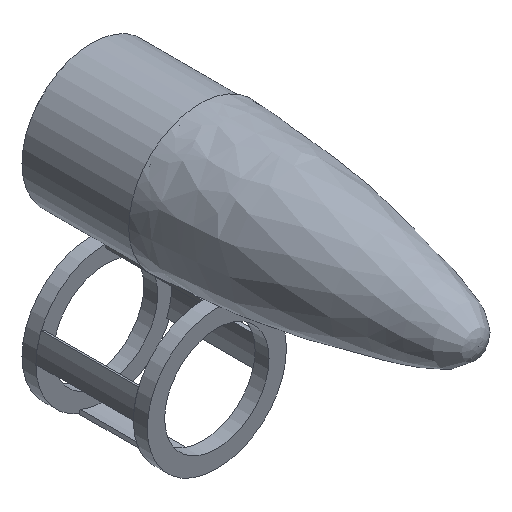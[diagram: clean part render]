
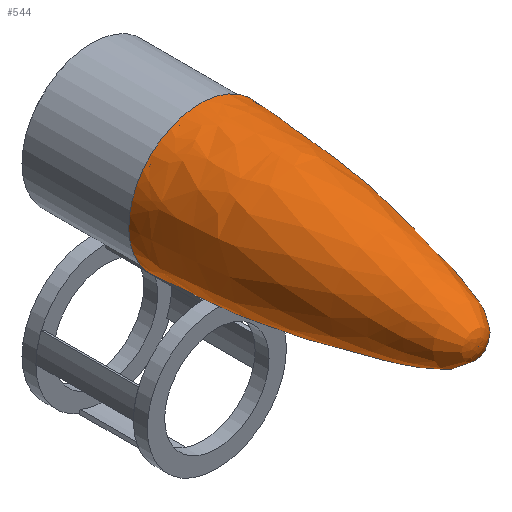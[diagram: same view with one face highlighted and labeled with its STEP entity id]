
A CAD part, isometric view. The second image highlights one B-rep face of the part: STEP entity #544.
In plain terms, the highlighted free-form (B-spline) face has degree [3, 3] with [7, 11] control points.
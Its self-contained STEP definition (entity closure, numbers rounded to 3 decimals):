
#13=B_SPLINE_CURVE_WITH_KNOTS('',3,(#1023,#1024,#1025,#1026,#1027,#1028,
#1029),.UNSPECIFIED.,.F.,.F.,(4,1,1,1,4),(0.,1.,2.,3.,4.),.UNSPECIFIED.);
#14=B_SPLINE_CURVE_WITH_KNOTS('',3,(#1030,#1031,#1032,#1033,#1034,#1035,
#1036,#1037,#1038,#1039,#1040),.UNSPECIFIED.,.T.,.F.,(4,1,1,1,1,1,1,1,4),
(0.,1.,2.,3.,4.,5.,6.,7.,8.),.UNSPECIFIED.);
#15=B_SPLINE_SURFACE_WITH_KNOTS('',3,3,((#944,#945,#946,#947,#948,#949,
#950,#951,#952,#953,#954),(#955,#956,#957,#958,#959,#960,#961,#962,#963,
#964,#965),(#966,#967,#968,#969,#970,#971,#972,#973,#974,#975,#976),(#977,
#978,#979,#980,#981,#982,#983,#984,#985,#986,#987),(#988,#989,#990,#991,
#992,#993,#994,#995,#996,#997,#998),(#999,#1000,#1001,#1002,#1003,#1004,
#1005,#1006,#1007,#1008,#1009),(#1010,#1011,#1012,#1013,#1014,#1015,#1016,
#1017,#1018,#1019,#1020)),.UNSPECIFIED.,.F.,.T.,.F.,(4,1,1,1,4),(4,1,1,
1,1,1,1,1,4),(0.,1.,2.,3.,4.),(0.,1.,2.,3.,4.,5.,6.,7.,8.),
 .UNSPECIFIED.);
#97=FACE_OUTER_BOUND('',#140,.T.);
#140=EDGE_LOOP('',(#491,#492,#493));
#289=VERTEX_POINT('',#1021);
#290=VERTEX_POINT('',#1022);
#357=EDGE_CURVE('',#289,#290,#13,.T.);
#358=EDGE_CURVE('',#290,#290,#14,.T.);
#491=ORIENTED_EDGE('',*,*,#357,.T.);
#492=ORIENTED_EDGE('',*,*,#358,.T.);
#493=ORIENTED_EDGE('',*,*,#357,.F.);
#544=ADVANCED_FACE('',(#97),#15,.T.);
#944=CARTESIAN_POINT('Ctrl Pts',(35.,-198.,150.147));
#945=CARTESIAN_POINT('Ctrl Pts',(35.,-198.,150.147));
#946=CARTESIAN_POINT('Ctrl Pts',(35.,-198.,150.147));
#947=CARTESIAN_POINT('Ctrl Pts',(35.,-198.,150.147));
#948=CARTESIAN_POINT('Ctrl Pts',(35.,-198.,150.147));
#949=CARTESIAN_POINT('Ctrl Pts',(35.,-198.,150.147));
#950=CARTESIAN_POINT('Ctrl Pts',(35.,-198.,150.147));
#951=CARTESIAN_POINT('Ctrl Pts',(35.,-198.,150.147));
#952=CARTESIAN_POINT('Ctrl Pts',(35.,-198.,150.147));
#953=CARTESIAN_POINT('Ctrl Pts',(35.,-198.,150.147));
#954=CARTESIAN_POINT('Ctrl Pts',(35.,-198.,150.147));
#955=CARTESIAN_POINT('Ctrl Pts',(41.544,-198.,150.147));
#956=CARTESIAN_POINT('Ctrl Pts',(41.544,-198.,151.856));
#957=CARTESIAN_POINT('Ctrl Pts',(40.128,-198.,155.275));
#958=CARTESIAN_POINT('Ctrl Pts',(35.,-198.,157.399));
#959=CARTESIAN_POINT('Ctrl Pts',(29.872,-198.,155.275));
#960=CARTESIAN_POINT('Ctrl Pts',(27.748,-198.,150.147));
#961=CARTESIAN_POINT('Ctrl Pts',(29.872,-198.,145.019));
#962=CARTESIAN_POINT('Ctrl Pts',(35.,-198.,142.895));
#963=CARTESIAN_POINT('Ctrl Pts',(40.128,-198.,145.019));
#964=CARTESIAN_POINT('Ctrl Pts',(41.544,-198.,148.437));
#965=CARTESIAN_POINT('Ctrl Pts',(41.544,-198.,150.147));
#966=CARTESIAN_POINT('Ctrl Pts',(54.632,-195.397,150.147));
#967=CARTESIAN_POINT('Ctrl Pts',(54.632,-195.397,155.275));
#968=CARTESIAN_POINT('Ctrl Pts',(50.384,-195.397,165.531));
#969=CARTESIAN_POINT('Ctrl Pts',(35.,-195.397,171.903));
#970=CARTESIAN_POINT('Ctrl Pts',(19.616,-195.397,165.531));
#971=CARTESIAN_POINT('Ctrl Pts',(13.244,-195.397,150.147));
#972=CARTESIAN_POINT('Ctrl Pts',(19.616,-195.397,134.763));
#973=CARTESIAN_POINT('Ctrl Pts',(35.,-195.397,128.39));
#974=CARTESIAN_POINT('Ctrl Pts',(50.384,-195.397,134.763));
#975=CARTESIAN_POINT('Ctrl Pts',(54.632,-195.397,145.019));
#976=CARTESIAN_POINT('Ctrl Pts',(54.632,-195.397,150.147));
#977=CARTESIAN_POINT('Ctrl Pts',(71.276,-124.276,150.147));
#978=CARTESIAN_POINT('Ctrl Pts',(71.276,-124.276,159.622));
#979=CARTESIAN_POINT('Ctrl Pts',(63.426,-124.276,178.573));
#980=CARTESIAN_POINT('Ctrl Pts',(35.,-124.276,190.347));
#981=CARTESIAN_POINT('Ctrl Pts',(6.574,-124.276,178.573));
#982=CARTESIAN_POINT('Ctrl Pts',(-5.201,-124.276,150.147));
#983=CARTESIAN_POINT('Ctrl Pts',(6.574,-124.276,121.721));
#984=CARTESIAN_POINT('Ctrl Pts',(35.,-124.276,109.946));
#985=CARTESIAN_POINT('Ctrl Pts',(63.426,-124.276,121.721));
#986=CARTESIAN_POINT('Ctrl Pts',(71.276,-124.276,140.671));
#987=CARTESIAN_POINT('Ctrl Pts',(71.276,-124.276,150.147));
#988=CARTESIAN_POINT('Ctrl Pts',(82.397,-67.632,150.147));
#989=CARTESIAN_POINT('Ctrl Pts',(82.397,-67.632,162.527));
#990=CARTESIAN_POINT('Ctrl Pts',(72.141,-67.632,187.287));
#991=CARTESIAN_POINT('Ctrl Pts',(35.,-67.632,202.671));
#992=CARTESIAN_POINT('Ctrl Pts',(-2.141,-67.632,187.287));
#993=CARTESIAN_POINT('Ctrl Pts',(-17.525,-67.632,150.147));
#994=CARTESIAN_POINT('Ctrl Pts',(-2.141,-67.632,113.006));
#995=CARTESIAN_POINT('Ctrl Pts',(35.,-67.632,97.622));
#996=CARTESIAN_POINT('Ctrl Pts',(72.141,-67.632,113.006));
#997=CARTESIAN_POINT('Ctrl Pts',(82.397,-67.632,137.767));
#998=CARTESIAN_POINT('Ctrl Pts',(82.397,-67.632,150.147));
#999=CARTESIAN_POINT('Ctrl Pts',(85.,-21.211,150.147));
#1000=CARTESIAN_POINT('Ctrl Pts',(85.,-21.211,163.207));
#1001=CARTESIAN_POINT('Ctrl Pts',(74.181,-21.211,189.327));
#1002=CARTESIAN_POINT('Ctrl Pts',(35.,-21.211,205.556));
#1003=CARTESIAN_POINT('Ctrl Pts',(-4.181,-21.211,189.327));
#1004=CARTESIAN_POINT('Ctrl Pts',(-20.41,-21.211,150.147));
#1005=CARTESIAN_POINT('Ctrl Pts',(-4.181,-21.211,110.966));
#1006=CARTESIAN_POINT('Ctrl Pts',(35.,-21.211,94.737));
#1007=CARTESIAN_POINT('Ctrl Pts',(74.181,-21.211,110.966));
#1008=CARTESIAN_POINT('Ctrl Pts',(85.,-21.211,137.087));
#1009=CARTESIAN_POINT('Ctrl Pts',(85.,-21.211,150.147));
#1010=CARTESIAN_POINT('Ctrl Pts',(86.302,2.,150.147));
#1011=CARTESIAN_POINT('Ctrl Pts',(86.302,2.,163.547));
#1012=CARTESIAN_POINT('Ctrl Pts',(75.201,2.,190.347));
#1013=CARTESIAN_POINT('Ctrl Pts',(35.,2.,206.999));
#1014=CARTESIAN_POINT('Ctrl Pts',(-5.201,2.,190.347));
#1015=CARTESIAN_POINT('Ctrl Pts',(-21.852,2.,150.147));
#1016=CARTESIAN_POINT('Ctrl Pts',(-5.201,2.,109.946));
#1017=CARTESIAN_POINT('Ctrl Pts',(35.,2.,93.294));
#1018=CARTESIAN_POINT('Ctrl Pts',(75.201,2.,109.946));
#1019=CARTESIAN_POINT('Ctrl Pts',(86.302,2.,136.747));
#1020=CARTESIAN_POINT('Ctrl Pts',(86.302,2.,150.147));
#1021=CARTESIAN_POINT('',(35.,-198.,150.147));
#1022=CARTESIAN_POINT('',(86.302,2.,150.147));
#1023=CARTESIAN_POINT('Ctrl Pts',(35.,-198.,150.147));
#1024=CARTESIAN_POINT('Ctrl Pts',(41.544,-198.,150.147));
#1025=CARTESIAN_POINT('Ctrl Pts',(54.632,-195.397,150.147));
#1026=CARTESIAN_POINT('Ctrl Pts',(71.276,-124.276,150.147));
#1027=CARTESIAN_POINT('Ctrl Pts',(82.397,-67.632,150.147));
#1028=CARTESIAN_POINT('Ctrl Pts',(85.,-21.211,150.147));
#1029=CARTESIAN_POINT('Ctrl Pts',(86.302,2.,150.147));
#1030=CARTESIAN_POINT('Ctrl Pts',(86.302,2.,150.147));
#1031=CARTESIAN_POINT('Ctrl Pts',(86.302,2.,163.547));
#1032=CARTESIAN_POINT('Ctrl Pts',(75.201,2.,190.347));
#1033=CARTESIAN_POINT('Ctrl Pts',(35.,2.,206.999));
#1034=CARTESIAN_POINT('Ctrl Pts',(-5.201,2.,190.347));
#1035=CARTESIAN_POINT('Ctrl Pts',(-21.852,2.,150.147));
#1036=CARTESIAN_POINT('Ctrl Pts',(-5.201,2.,109.946));
#1037=CARTESIAN_POINT('Ctrl Pts',(35.,2.,93.294));
#1038=CARTESIAN_POINT('Ctrl Pts',(75.201,2.,109.946));
#1039=CARTESIAN_POINT('Ctrl Pts',(86.302,2.,136.747));
#1040=CARTESIAN_POINT('Ctrl Pts',(86.302,2.,150.147));
